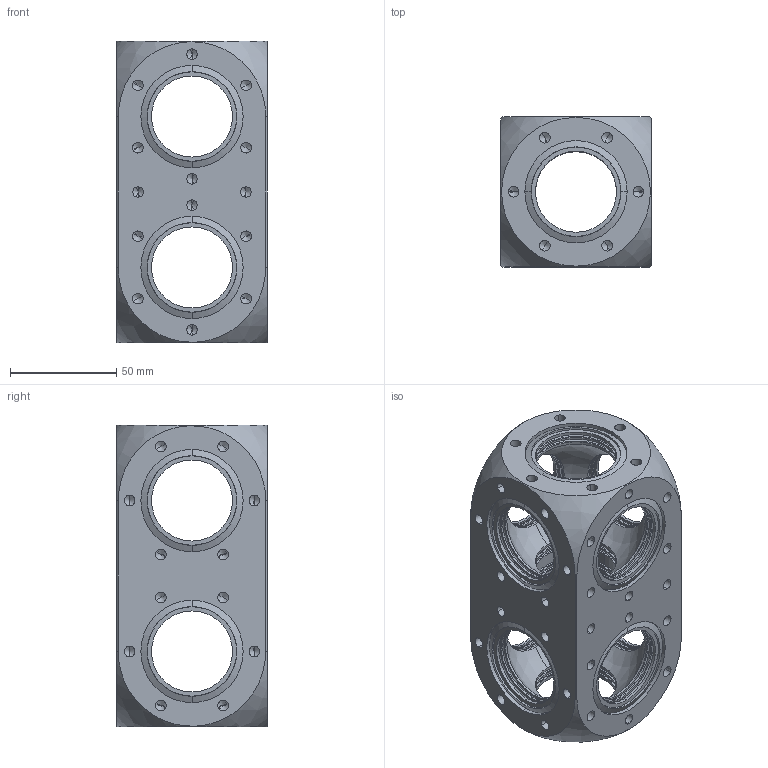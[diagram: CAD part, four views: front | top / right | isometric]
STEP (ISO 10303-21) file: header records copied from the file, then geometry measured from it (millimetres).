
FILE_DESCRIPTION (( 'STEP AP214' ), '1' );
FILE_NAME ('¶àÃæÌå10CF35.STEP', '2023-09-27T00:44:06', ( '' ), ( '' ), 'SwSTEP 2.0', 'SolidWorks 2020', '' );
FILE_SCHEMA (( 'AUTOMOTIVE_DESIGN' ));
Length unit declared in the file: millimetre
Products named in the file (1): 嗣醱极10CF35
Bounding box: 70.6 x 70.6 x 142 mm (x, y, z)
Volume: 290549.2 mm3; surface area: 81927.1 mm2
Topology: 1 solids, 1 shells, 510 faces, 1190 edges, 668 vertices
Faces by surface type: cylinder 222, cone 168, plane 64, torus 52, sphere 4
Entity records: 15680 total; most frequent: CARTESIAN_POINT 2745, DIRECTION 2720, ORIENTED_EDGE 2116, AXIS2_PLACEMENT_3D 1163, EDGE_CURVE 1058, VERTEX_POINT 668, CIRCLE 652, EDGE_LOOP 646
